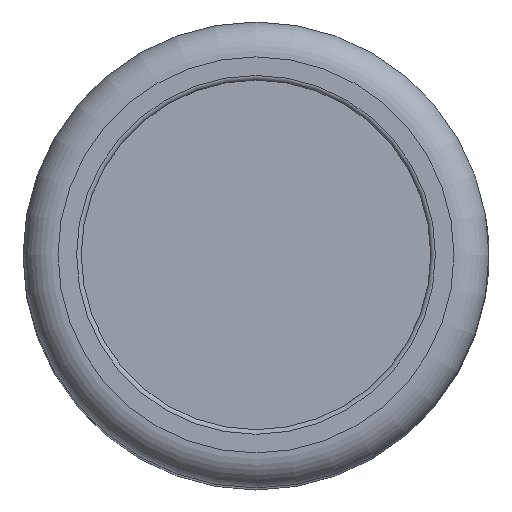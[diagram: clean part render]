
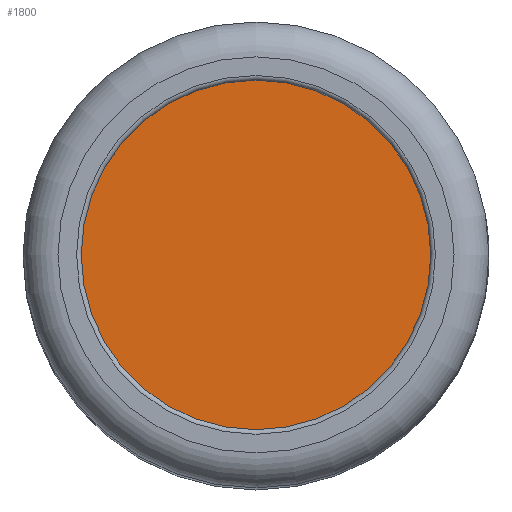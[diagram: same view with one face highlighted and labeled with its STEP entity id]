
A CAD part, top view. The second image highlights one B-rep face of the part: STEP entity #1800.
In plain terms, the highlighted planar face has unit normal (0, 0, 1).
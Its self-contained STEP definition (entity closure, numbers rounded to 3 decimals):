
#1707 = VERTEX_POINT('',#1708);
#1708 = CARTESIAN_POINT('',(1.5,0.,10.78));
#1715 = CYLINDRICAL_SURFACE('',#1716,1.5);
#1716 = AXIS2_PLACEMENT_3D('',#1717,#1718,#1719);
#1717 = CARTESIAN_POINT('',(0.,0.,10.68));
#1718 = DIRECTION('',(-0.,-0.,-1.));
#1719 = DIRECTION('',(1.,0.,0.));
#1734 = EDGE_CURVE('',#1707,#1707,#1735,.T.);
#1735 = SURFACE_CURVE('',#1736,(#1741,#1748),.PCURVE_S1.);
#1736 = CIRCLE('',#1737,1.5);
#1737 = AXIS2_PLACEMENT_3D('',#1738,#1739,#1740);
#1738 = CARTESIAN_POINT('',(0.,0.,10.78));
#1739 = DIRECTION('',(0.,0.,1.));
#1740 = DIRECTION('',(1.,0.,0.));
#1741 = PCURVE('',#1715,#1742);
#1742 = DEFINITIONAL_REPRESENTATION('',(#1743),#1747);
#1743 = LINE('',#1744,#1745);
#1744 = CARTESIAN_POINT('',(-0.,-0.1));
#1745 = VECTOR('',#1746,1.);
#1746 = DIRECTION('',(-1.,0.));
#1747 = ( GEOMETRIC_REPRESENTATION_CONTEXT(2) 
PARAMETRIC_REPRESENTATION_CONTEXT() REPRESENTATION_CONTEXT('2D SPACE',''
  ) );
#1748 = PCURVE('',#1749,#1754);
#1749 = PLANE('',#1750);
#1750 = AXIS2_PLACEMENT_3D('',#1751,#1752,#1753);
#1751 = CARTESIAN_POINT('',(1.5,0.,10.78));
#1752 = DIRECTION('',(0.,0.,-1.));
#1753 = DIRECTION('',(-1.,0.,0.));
#1754 = DEFINITIONAL_REPRESENTATION('',(#1755),#1763);
#1755 = ( BOUNDED_CURVE() B_SPLINE_CURVE(2,(#1756,#1757,#1758,#1759,
#1760,#1761,#1762),.UNSPECIFIED.,.F.,.F.) B_SPLINE_CURVE_WITH_KNOTS((1,2
    ,2,2,2,1),(-2.094,0.,2.094,4.189,
6.283,8.378),.UNSPECIFIED.) CURVE() 
GEOMETRIC_REPRESENTATION_ITEM() RATIONAL_B_SPLINE_CURVE((1.,0.5,1.,0.5,
1.,0.5,1.)) REPRESENTATION_ITEM('') );
#1756 = CARTESIAN_POINT('',(0.,0.));
#1757 = CARTESIAN_POINT('',(0.,2.598));
#1758 = CARTESIAN_POINT('',(2.25,1.299));
#1759 = CARTESIAN_POINT('',(4.5,0.));
#1760 = CARTESIAN_POINT('',(2.25,-1.299));
#1761 = CARTESIAN_POINT('',(0.,-2.598));
#1762 = CARTESIAN_POINT('',(0.,0.));
#1763 = ( GEOMETRIC_REPRESENTATION_CONTEXT(2) 
PARAMETRIC_REPRESENTATION_CONTEXT() REPRESENTATION_CONTEXT('2D SPACE',''
  ) );
#1800 = ADVANCED_FACE('',(#1801),#1749,.F.);
#1801 = FACE_BOUND('',#1802,.T.);
#1802 = EDGE_LOOP('',(#1803));
#1803 = ORIENTED_EDGE('',*,*,#1734,.T.);
